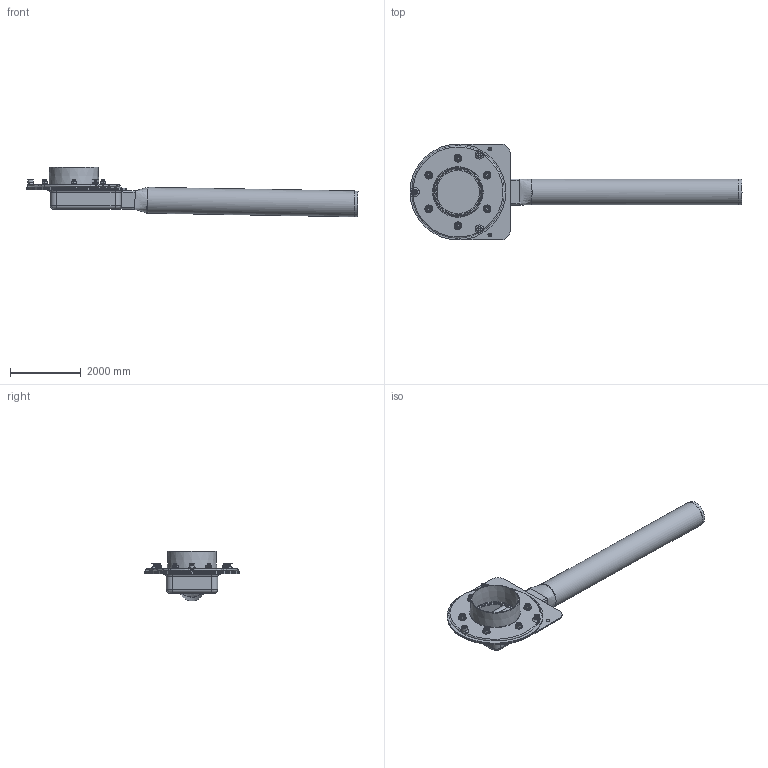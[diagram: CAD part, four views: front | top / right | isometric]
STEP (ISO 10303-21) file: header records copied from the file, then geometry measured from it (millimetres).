
FILE_DESCRIPTION(/* description */ (''),/* implementation_level */ '2;1');
FILE_NAME(/* name */ '13415.070X_3D.stp',/* time_stamp */ '2024-12-11T14:45:44+01:00',/* author */ ('CAD'),/* organization */ (''),/* preprocessor_version */ 'ST-DEVELOPER v20',/* originating_system */ 'AutoCAD Mechanical',/* authorisation */ '');
FILE_SCHEMA (('AUTOMOTIVE_DESIGN { 1 0 10303 214 3 1 1 }'));
Length unit declared in the file: centimetre
Products named in the file (2): Product; *S0
Assembly tree (1 placements, depth 2):
  Product
    *S0
Bounding box: 9356.32 x 2700 x 1398.15 mm (x, y, z)
Volume: 918236091.3 mm3; surface area: 78130003.9 mm2
Topology: 20 solids, 20 shells, 582 faces, 1290 edges, 747 vertices
Faces by surface type: cone 312, plane 126, cylinder 96, torus 32, bspline 16
Full cylindrical faces by diameter (mm): 70 x12, 80 x18, 83.76 x6, 160 x12, 706 x1, 730 x1, 1220 x1, 1300 x1, 2700 x1
Entity records: 19057 total; most frequent: CARTESIAN_POINT 6180, DIRECTION 2812, ORIENTED_EDGE 2528, EDGE_CURVE 1264, AXIS2_PLACEMENT_3D 1161, VERTEX_POINT 747, EDGE_LOOP 669, CIRCLE 590
